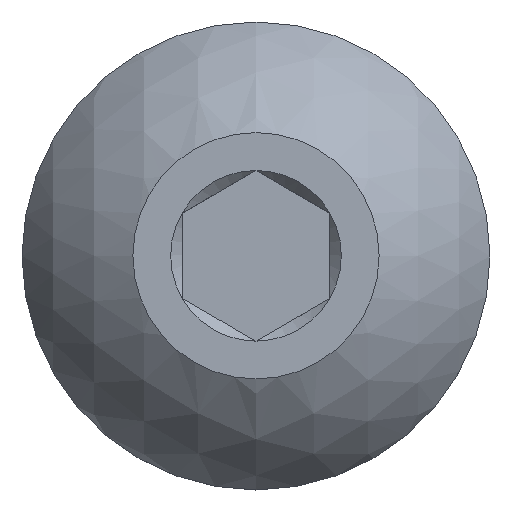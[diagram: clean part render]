
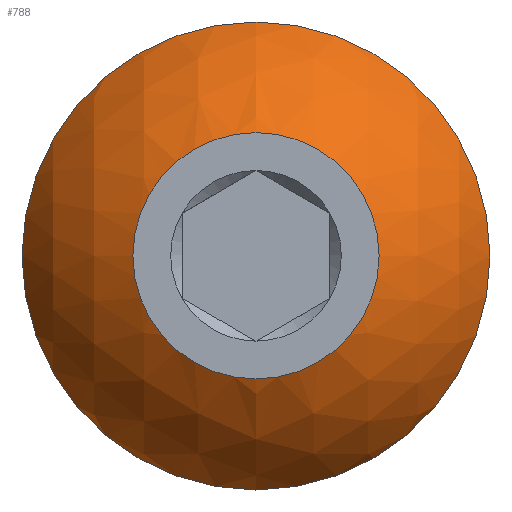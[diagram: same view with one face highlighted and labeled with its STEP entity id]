
A CAD part, top view. The second image highlights one B-rep face of the part: STEP entity #788.
In plain terms, the highlighted spherical face has radius 5.287 mm.
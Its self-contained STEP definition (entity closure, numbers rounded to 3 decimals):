
#33=FACE_BOUND('',#144,.T.);
#36=SPHERICAL_SURFACE('',#861,5.287);
#94=FACE_OUTER_BOUND('',#143,.T.);
#143=EDGE_LOOP('',(#636));
#144=EDGE_LOOP('',(#637));
#230=CIRCLE('',#859,4.75);
#232=CIRCLE('',#862,2.5);
#377=VERTEX_POINT('',#3003);
#379=VERTEX_POINT('',#3009);
#483=EDGE_CURVE('',#377,#377,#230,.T.);
#486=EDGE_CURVE('',#379,#379,#232,.T.);
#636=ORIENTED_EDGE('',*,*,#483,.T.);
#637=ORIENTED_EDGE('',*,*,#486,.F.);
#788=ADVANCED_FACE('',(#94,#33),#36,.T.);
#859=AXIS2_PLACEMENT_3D('',#3004,#989,#990);
#861=AXIS2_PLACEMENT_3D('',#3008,#994,#995);
#862=AXIS2_PLACEMENT_3D('',#3010,#996,#997);
#989=DIRECTION('center_axis',(0.,0.,1.));
#990=DIRECTION('ref_axis',(0.,-1.,0.));
#994=DIRECTION('center_axis',(1.,0.,0.));
#995=DIRECTION('ref_axis',(0.,-1.,0.));
#996=DIRECTION('center_axis',(0.,0.,1.));
#997=DIRECTION('ref_axis',(0.,-1.,0.));
#3003=CARTESIAN_POINT('',(0.,4.75,5.413));
#3004=CARTESIAN_POINT('Origin',(0.,0.,5.413));
#3008=CARTESIAN_POINT('Origin',(0.,0.,
3.092));
#3009=CARTESIAN_POINT('',(0.,-2.5,7.75));
#3010=CARTESIAN_POINT('Origin',(0.,0.,7.75));
